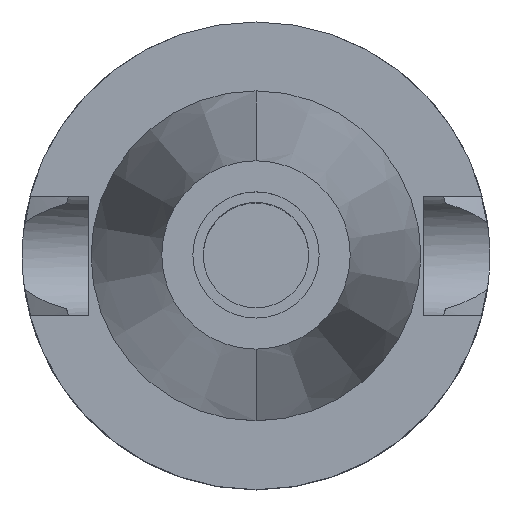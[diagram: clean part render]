
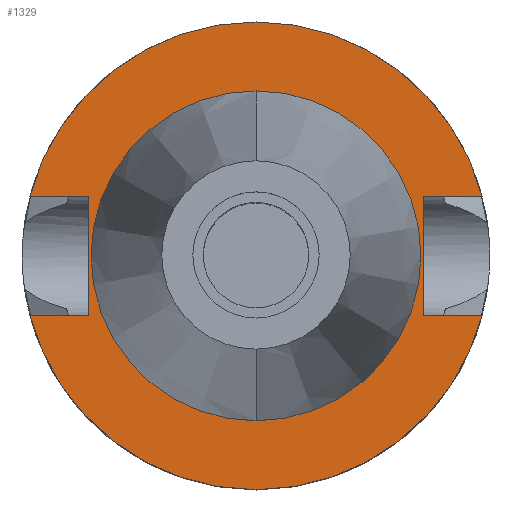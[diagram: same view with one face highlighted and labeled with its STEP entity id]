
A CAD part, top view. The second image highlights one B-rep face of the part: STEP entity #1329.
In plain terms, the highlighted planar face has unit normal (0, 0, 1).
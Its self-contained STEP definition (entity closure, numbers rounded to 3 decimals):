
#94=DIRECTION('',(0.,1.,0.));
#95=VECTOR('',#94,16.1);
#96=CARTESIAN_POINT('',(-22.5,-8.05,-1.));
#97=LINE('',#96,#95);
#101=DIRECTION('',(-1.,0.,0.));
#102=VECTOR('',#101,7.954);
#103=CARTESIAN_POINT('',(-22.5,8.05,-1.));
#104=LINE('',#103,#102);
#108=CARTESIAN_POINT('',(0.,0.,-1.));
#109=DIRECTION('',(0.,0.,-1.));
#110=DIRECTION('',(-0.967,0.256,0.));
#111=AXIS2_PLACEMENT_3D('',#108,#109,#110);
#116=CARTESIAN_POINT('',(0.,0.,-1.));
#117=DIRECTION('',(0.,0.,-1.));
#118=DIRECTION('',(0.,1.,0.));
#119=AXIS2_PLACEMENT_3D('',#116,#117,#118);
#124=DIRECTION('',(0.,-1.,0.));
#125=VECTOR('',#124,16.1);
#126=CARTESIAN_POINT('',(22.5,8.05,-1.));
#127=LINE('',#126,#125);
#131=DIRECTION('',(1.,0.,0.));
#132=VECTOR('',#131,7.954);
#133=CARTESIAN_POINT('',(22.5,-8.05,-1.));
#134=LINE('',#133,#132);
#138=CARTESIAN_POINT('',(0.,0.,-1.));
#139=DIRECTION('',(0.,0.,-1.));
#140=DIRECTION('',(0.967,-0.256,0.));
#141=AXIS2_PLACEMENT_3D('',#138,#139,#140);
#146=CARTESIAN_POINT('',(0.,0.,-1.));
#147=DIRECTION('',(0.,0.,-1.));
#148=DIRECTION('',(0.,-1.,0.));
#149=AXIS2_PLACEMENT_3D('',#146,#147,#148);
#154=CARTESIAN_POINT('',(0.,0.,-1.));
#155=DIRECTION('',(0.,0.,1.));
#156=DIRECTION('',(0.,1.,0.));
#157=AXIS2_PLACEMENT_3D('',#154,#155,#156);
#162=CARTESIAN_POINT('',(0.,0.,-1.));
#163=DIRECTION('',(0.,0.,1.));
#164=DIRECTION('',(0.,-1.,0.));
#165=AXIS2_PLACEMENT_3D('',#162,#163,#164);
#200=DIRECTION('',(-1.,0.,0.));
#201=VECTOR('',#200,7.954);
#202=CARTESIAN_POINT('',(-22.5,-8.05,-1.));
#203=LINE('',#202,#201);
#337=DIRECTION('',(1.,0.,0.));
#338=VECTOR('',#337,7.954);
#339=CARTESIAN_POINT('',(22.5,8.05,-1.));
#340=LINE('',#339,#338);
#1082=CARTESIAN_POINT('',(0.,22.225,-1.));
#1083=VERTEX_POINT('',#1082);
#1084=CARTESIAN_POINT('',(0.,-22.225,-1.));
#1085=VERTEX_POINT('',#1084);
#1086=CARTESIAN_POINT('',(-22.5,-8.05,-1.));
#1087=CARTESIAN_POINT('',(-22.5,8.05,-1.));
#1088=VERTEX_POINT('',#1086);
#1089=VERTEX_POINT('',#1087);
#1090=CARTESIAN_POINT('',(-30.454,8.05,-1.));
#1091=VERTEX_POINT('',#1090);
#1092=CARTESIAN_POINT('',(0.,31.5,-1.));
#1093=CARTESIAN_POINT('',(30.454,8.05,-1.));
#1094=VERTEX_POINT('',#1092);
#1095=VERTEX_POINT('',#1093);
#1096=CARTESIAN_POINT('',(22.5,8.05,-1.));
#1097=VERTEX_POINT('',#1096);
#1098=CARTESIAN_POINT('',(22.5,-8.05,-1.));
#1099=VERTEX_POINT('',#1098);
#1100=CARTESIAN_POINT('',(30.454,-8.05,-1.));
#1101=VERTEX_POINT('',#1100);
#1102=CARTESIAN_POINT('',(0.,-31.5,-1.));
#1103=CARTESIAN_POINT('',(-30.454,-8.05,-1.));
#1104=VERTEX_POINT('',#1102);
#1105=VERTEX_POINT('',#1103);
#1298=CARTESIAN_POINT('',(0.,0.,-1.));
#1299=DIRECTION('',(0.,0.,-1.));
#1300=DIRECTION('',(0.,-1.,0.));
#1301=AXIS2_PLACEMENT_3D('',#1298,#1299,#1300);
#1302=PLANE('',#1301);
#1304=ORIENTED_EDGE('',*,*,#1303,.T.);
#1306=ORIENTED_EDGE('',*,*,#1305,.T.);
#1308=ORIENTED_EDGE('',*,*,#1307,.T.);
#1310=ORIENTED_EDGE('',*,*,#1309,.T.);
#1312=ORIENTED_EDGE('',*,*,#1311,.F.);
#1314=ORIENTED_EDGE('',*,*,#1313,.T.);
#1316=ORIENTED_EDGE('',*,*,#1315,.T.);
#1318=ORIENTED_EDGE('',*,*,#1317,.T.);
#1320=ORIENTED_EDGE('',*,*,#1319,.T.);
#1322=ORIENTED_EDGE('',*,*,#1321,.F.);
#1323=EDGE_LOOP('',(#1304,#1306,#1308,#1310,#1312,#1314,#1316,#1318,#1320,
#1322));
#1324=FACE_OUTER_BOUND('',#1323,.F.);
#1325=ORIENTED_EDGE('',*,*,#1293,.T.);
#1326=ORIENTED_EDGE('',*,*,#1277,.T.);
#1327=EDGE_LOOP('',(#1325,#1326));
#1328=FACE_BOUND('',#1327,.F.);
#112=CIRCLE('',#111,31.5);
#120=CIRCLE('',#119,31.5);
#142=CIRCLE('',#141,31.5);
#150=CIRCLE('',#149,31.5);
#158=CIRCLE('',#157,22.225);
#166=CIRCLE('',#165,22.225);
#1277=EDGE_CURVE('',#1085,#1083,#166,.T.);
#1293=EDGE_CURVE('',#1083,#1085,#158,.T.);
#1303=EDGE_CURVE('',#1088,#1089,#97,.T.);
#1305=EDGE_CURVE('',#1089,#1091,#104,.T.);
#1307=EDGE_CURVE('',#1091,#1094,#112,.T.);
#1309=EDGE_CURVE('',#1094,#1095,#120,.T.);
#1311=EDGE_CURVE('',#1097,#1095,#340,.T.);
#1313=EDGE_CURVE('',#1097,#1099,#127,.T.);
#1315=EDGE_CURVE('',#1099,#1101,#134,.T.);
#1317=EDGE_CURVE('',#1101,#1104,#142,.T.);
#1319=EDGE_CURVE('',#1104,#1105,#150,.T.);
#1321=EDGE_CURVE('',#1088,#1105,#203,.T.);
#1329=ADVANCED_FACE('',(#1324,#1328),#1302,.F.);
